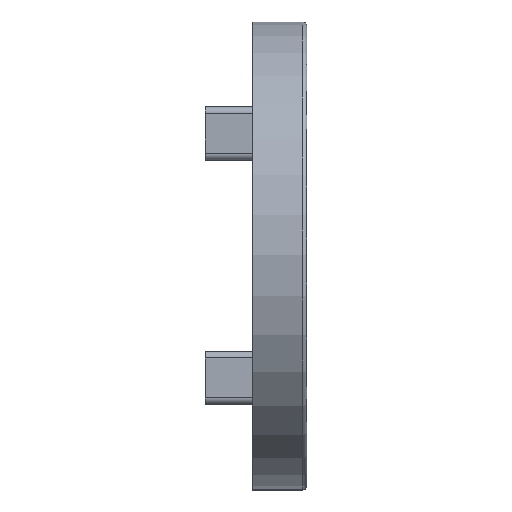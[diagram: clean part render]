
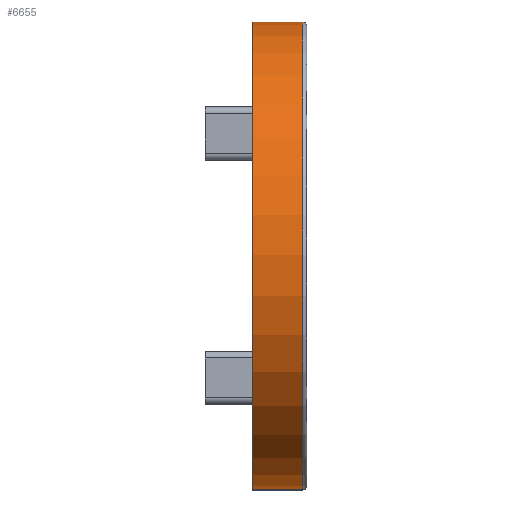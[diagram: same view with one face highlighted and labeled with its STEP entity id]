
A CAD part, top view. The second image highlights one B-rep face of the part: STEP entity #6655.
In plain terms, the highlighted cylindrical face has radius 17.25 mm (diameter 34.5 mm), a partial arc.
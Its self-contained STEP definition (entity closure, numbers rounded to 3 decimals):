
#41 = ORIENTED_EDGE ( 'NONE', *, *, #19895, .T. ) ;
#431 = CIRCLE ( 'NONE', #19214, 17.25 ) ;
#1011 = DIRECTION ( 'NONE',  ( 0., 0., 1. ) ) ;
#1385 = ORIENTED_EDGE ( 'NONE', *, *, #7453, .F. ) ;
#1740 = DIRECTION ( 'NONE',  ( 0., 0., -1. ) ) ;
#3994 = LINE ( 'NONE', #4530, #9887 ) ;
#4010 = DIRECTION ( 'NONE',  ( -1., 0., 0. ) ) ;
#4352 = VERTEX_POINT ( 'NONE', #8673 ) ;
#4530 = CARTESIAN_POINT ( 'NONE',  ( 4., 17.25, 20.25 ) ) ;
#6081 = EDGE_CURVE ( 'NONE', #8304, #4352, #431, .T. ) ;
#6105 = CIRCLE ( 'NONE', #18379, 17.25 ) ;
#6655 = ADVANCED_FACE ( 'NONE', ( #6835 ), #8325, .T. ) ;
#6835 = FACE_OUTER_BOUND ( 'NONE', #20108, .T. ) ;
#6898 = CARTESIAN_POINT ( 'NONE',  ( 3.7, -17.25, 20.25 ) ) ;
#7143 = CARTESIAN_POINT ( 'NONE',  ( 4., -17.25, 20.25 ) ) ;
#7453 = EDGE_CURVE ( 'NONE', #8205, #4352, #9068, .T. ) ;
#8205 = VERTEX_POINT ( 'NONE', #6898 ) ;
#8304 = VERTEX_POINT ( 'NONE', #9038 ) ;
#8325 = CYLINDRICAL_SURFACE ( 'NONE', #17121, 17.25 ) ;
#8673 = CARTESIAN_POINT ( 'NONE',  ( 0., -17.25, 20.25 ) ) ;
#9038 = CARTESIAN_POINT ( 'NONE',  ( 0., 17.25, 20.25 ) ) ;
#9068 = LINE ( 'NONE', #7143, #19691 ) ;
#9327 = DIRECTION ( 'NONE',  ( -1., 0., 0. ) ) ;
#9887 = VECTOR ( 'NONE', #9327, 1000. ) ;
#11067 = DIRECTION ( 'NONE',  ( -1., 0., 0. ) ) ;
#13570 = CARTESIAN_POINT ( 'NONE',  ( 4., 0., 20.25 ) ) ;
#14237 = EDGE_CURVE ( 'NONE', #15544, #8304, #3994, .T. ) ;
#14544 = CARTESIAN_POINT ( 'NONE',  ( 3.7, 17.25, 20.25 ) ) ;
#15140 = DIRECTION ( 'NONE',  ( -1., 0., 0. ) ) ;
#15544 = VERTEX_POINT ( 'NONE', #14544 ) ;
#16016 = CARTESIAN_POINT ( 'NONE',  ( 3.7, 0., 20.25 ) ) ;
#16618 = DIRECTION ( 'NONE',  ( 0., 0., -1. ) ) ;
#17121 = AXIS2_PLACEMENT_3D ( 'NONE', #13570, #15140, #1011 ) ;
#18202 = DIRECTION ( 'NONE',  ( 1., 0., 0. ) ) ;
#18379 = AXIS2_PLACEMENT_3D ( 'NONE', #16016, #11067, #1740 ) ;
#19214 = AXIS2_PLACEMENT_3D ( 'NONE', #20003, #18202, #16618 ) ;
#19691 = VECTOR ( 'NONE', #4010, 1000. ) ;
#19765 = ORIENTED_EDGE ( 'NONE', *, *, #14237, .T. ) ;
#19895 = EDGE_CURVE ( 'NONE', #8205, #15544, #6105, .T. ) ;
#20003 = CARTESIAN_POINT ( 'NONE',  ( 0., 0., 20.25 ) ) ;
#20108 = EDGE_LOOP ( 'NONE', ( #1385, #41, #19765, #20200 ) ) ;
#20200 = ORIENTED_EDGE ( 'NONE', *, *, #6081, .T. ) ;
